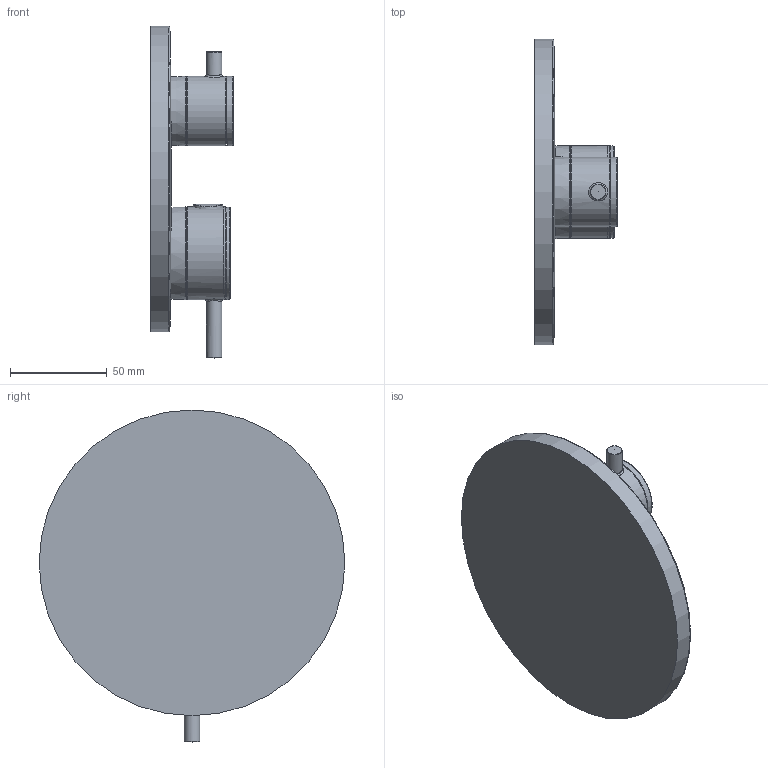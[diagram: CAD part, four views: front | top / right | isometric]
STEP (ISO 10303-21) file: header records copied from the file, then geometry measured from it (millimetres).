
FILE_DESCRIPTION(/* description */ ('Unknown'),/* implementation_level */ '2;1');
FILE_NAME(/* name */ '24134003',/* time_stamp */ '2022-09-10T05:52:47+02:00',/* author */ ('Unknown'),/* organization */ ('GROHE AG'),/* preprocessor_version */ 'ST-DEVELOPER v16.7',/* originating_system */ 'DEX',/* authorisation */ $);
FILE_SCHEMA (('AUTOMOTIVE_DESIGN {1 0 10303 214 3 1 1}'));
Length unit declared in the file: millimetre
Products named in the file (5): 24134003; id11; 170331 round THM Handle090_0; 170331 round THM Rosette03; 170531 AQD Handle13
Assembly tree (4 placements, depth 2):
  24134003
    id11
    170331 round THM Handle090_0
    170331 round THM Rosette03
    170531 AQD Handle13
Bounding box: 42.82 x 158 x 171.6 mm (x, y, z)
Surface area: 63472.4 mm2 (no closed solid volume)
Topology: 0 solids, 17 shells, 48 faces, 156 edges, 120 vertices
Faces by surface type: torus 15, cylinder 11, cone 7, plane 6, sphere 5, bspline 4
Full cylindrical faces by diameter (mm): 8 x2, 34 x1, 36 x2, 48 x1, 158 x1
Entity records: 2797 total; most frequent: CARTESIAN_POINT 1509, DIRECTION 222, ORIENTED_EDGE 139, AXIS2_PLACEMENT_3D 106, EDGE_CURVE 105, VERTEX_POINT 102, EDGE_LOOP 78, FACE_BOUND 78
